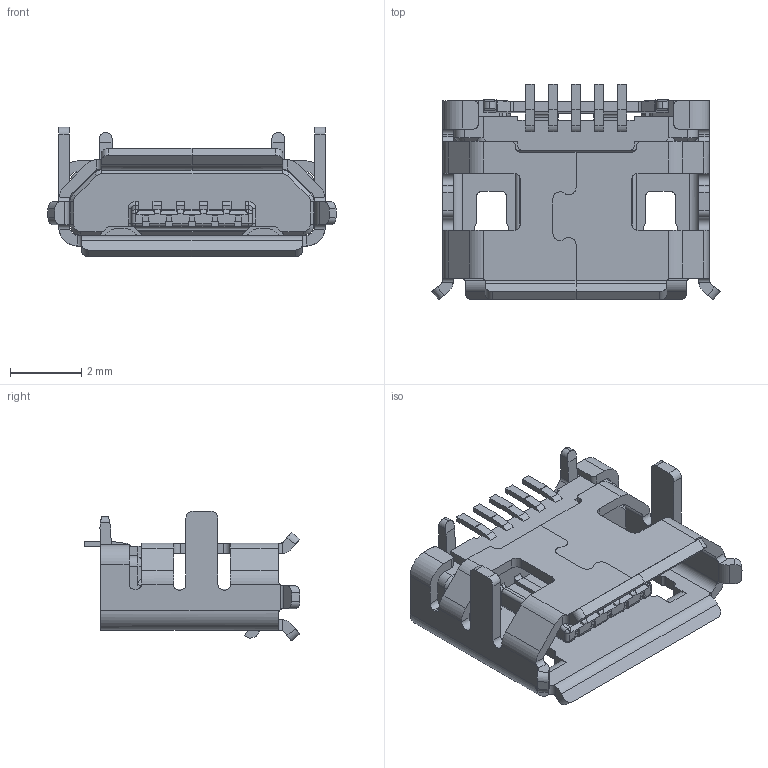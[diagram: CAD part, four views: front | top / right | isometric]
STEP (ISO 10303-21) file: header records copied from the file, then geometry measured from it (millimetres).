
FILE_DESCRIPTION(('CoCreate Modeling STEP Export'),'2;1');
FILE_NAME('10336105A026.stp','2018-12-10T20:21:29',(''),(''),'CoCreate Modeling STEP processor for AP214 (Solid Model)','CoCreate Modeling 17.0 01-Apr-2010 (C) Parametric Technology GmbH','');
FILE_SCHEMA(('AUTOMOTIVE_DESIGN { 1 0 10303 214 1 1 1 1 }'));
Length unit declared in the file: millimetre
Products named in the file (3): shell; md; 10336105A026
Assembly tree (2 placements, depth 2):
  10336105A026
    md
    shell
Bounding box: 8.1 x 6.06 x 3.65 mm (x, y, z)
Volume: 43.4 mm3; surface area: 282.5 mm2
Topology: 2 solids, 2 shells, 651 faces, 1829 edges, 1183 vertices
Faces by surface type: plane 414, cylinder 205, cone 16, extrusion 8, torus 5, sphere 3
Entity records: 26267 total; most frequent: CARTESIAN_POINT 4376, ORIENTED_EDGE 3652, DIRECTION 3377, EDGE_CURVE 1826, VECTOR 1339, LINE 1331, VERTEX_POINT 1183, AXIS2_PLACEMENT_3D 1019
